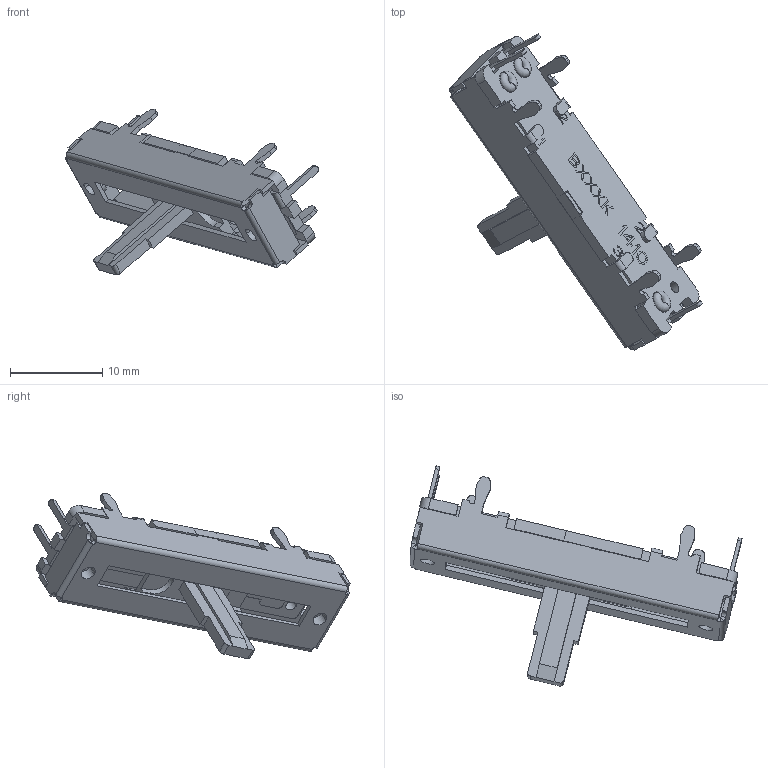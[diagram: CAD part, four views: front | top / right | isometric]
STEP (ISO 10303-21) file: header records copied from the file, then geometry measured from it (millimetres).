
FILE_DESCRIPTION((''),'2;1');
FILE_NAME('SL20N5_ASM','2019-03-18T',('sunji'),(''),'PRO/ENGINEER BY PARAMETRIC TECHNOLOGY CORPORATION, 2015070','PRO/ENGINEER BY PARAMETRIC TECHNOLOGY CORPORATION, 2015070','');
FILE_SCHEMA(('CONFIG_CONTROL_DESIGN'));
Length unit declared in the file: millimetre
Products named in the file (1): SL20N5_ASM
Bounding box: 27.41 x 34.24 x 17.95 mm (x, y, z)
Volume: 902 mm3; surface area: 2616.6 mm2
Topology: 2 solids, 5 shells, 785 faces, 2186 edges, 1423 vertices
Faces by surface type: plane 630, cylinder 135, torus 12, bspline 8
Entity records: 25132 total; most frequent: CARTESIAN_POINT 4690, ORIENTED_EDGE 4372, DIRECTION 4034, EDGE_CURVE 2186, VECTOR 1860, LINE 1860, VERTEX_POINT 1423, AXIS2_PLACEMENT_3D 1087
